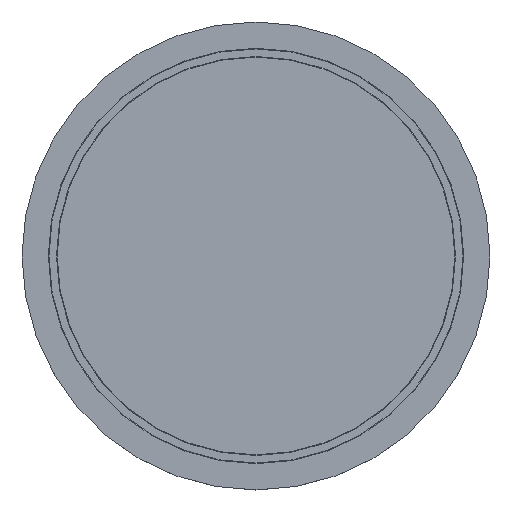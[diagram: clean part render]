
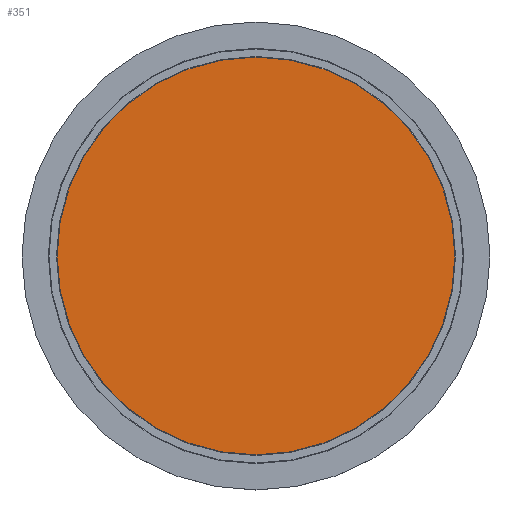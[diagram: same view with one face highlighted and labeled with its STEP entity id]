
A CAD part, top view. The second image highlights one B-rep face of the part: STEP entity #351.
In plain terms, the highlighted planar face has unit normal (0, 0, 1).
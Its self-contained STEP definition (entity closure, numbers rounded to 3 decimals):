
#54 = VERTEX_POINT ( 'NONE', #679 ) ;
#204 = EDGE_LOOP ( 'NONE', ( #417, #564 ) ) ;
#208 = CARTESIAN_POINT ( 'NONE',  ( 102., 0., 0. ) ) ;
#242 = AXIS2_PLACEMENT_3D ( 'NONE', #342, #705, #404 ) ;
#314 = DIRECTION ( 'NONE',  ( 0., 0., -1. ) ) ;
#317 = CARTESIAN_POINT ( 'NONE',  ( 0., 0., 0. ) ) ;
#342 = CARTESIAN_POINT ( 'NONE',  ( 0., 0., 0. ) ) ;
#344 = CIRCLE ( 'NONE', #242, 102. ) ;
#351 = ADVANCED_FACE ( 'NONE', ( #715 ), #435, .F. ) ;
#373 = DIRECTION ( 'NONE',  ( 1., 0., 0. ) ) ;
#390 = EDGE_CURVE ( 'NONE', #470, #54, #465, .T. ) ;
#404 = DIRECTION ( 'NONE',  ( 1., 0., 0. ) ) ;
#417 = ORIENTED_EDGE ( 'NONE', *, *, #390, .T. ) ;
#426 = AXIS2_PLACEMENT_3D ( 'NONE', #497, #314, #686 ) ;
#435 = PLANE ( 'NONE',  #426 ) ;
#465 = CIRCLE ( 'NONE', #471, 102. ) ;
#470 = VERTEX_POINT ( 'NONE', #208 ) ;
#471 = AXIS2_PLACEMENT_3D ( 'NONE', #317, #688, #373 ) ;
#497 = CARTESIAN_POINT ( 'NONE',  ( 0., 0., 0. ) ) ;
#556 = EDGE_CURVE ( 'NONE', #54, #470, #344, .T. ) ;
#564 = ORIENTED_EDGE ( 'NONE', *, *, #556, .T. ) ;
#679 = CARTESIAN_POINT ( 'NONE',  ( -102., 0., 0. ) ) ;
#686 = DIRECTION ( 'NONE',  ( -1., 0., 0. ) ) ;
#688 = DIRECTION ( 'NONE',  ( 0., 0., 1. ) ) ;
#705 = DIRECTION ( 'NONE',  ( 0., 0., 1. ) ) ;
#715 = FACE_OUTER_BOUND ( 'NONE', #204, .T. ) ;
